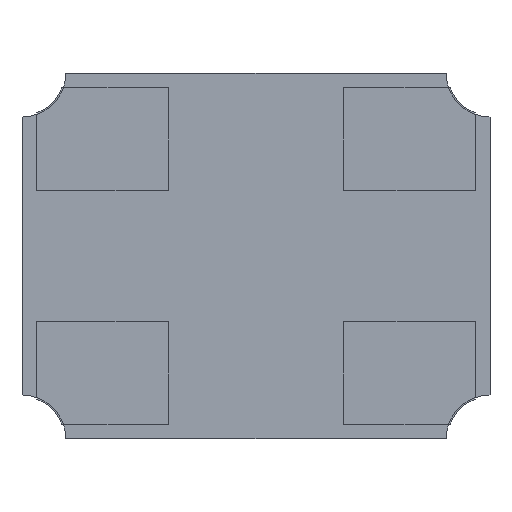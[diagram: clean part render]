
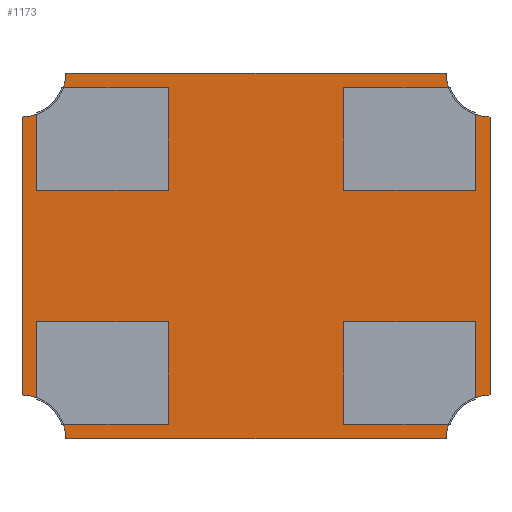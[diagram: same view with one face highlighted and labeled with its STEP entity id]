
A CAD part, front view. The second image highlights one B-rep face of the part: STEP entity #1173.
In plain terms, the highlighted planar face has unit normal (0, -1, 0).
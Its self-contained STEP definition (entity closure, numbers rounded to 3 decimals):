
#103 = DIRECTION ( 'NONE',  ( 0., -1., 0. ) ) ;
#319 = AXIS2_PLACEMENT_3D ( 'NONE', #2290, #1179, #684 ) ;
#345 = EDGE_CURVE ( 'NONE', #2436, #2168, #2066, .T. ) ;
#381 = DIRECTION ( 'NONE',  ( 1., 0., 0. ) ) ;
#504 = CIRCLE ( 'NONE', #3138, 0.3 ) ;
#580 = DIRECTION ( 'NONE',  ( 0., 0., -1. ) ) ;
#656 = ORIENTED_EDGE ( 'NONE', *, *, #1968, .F. ) ;
#684 = DIRECTION ( 'NONE',  ( 0., 0., -1. ) ) ;
#744 = ORIENTED_EDGE ( 'NONE', *, *, #1908, .F. ) ;
#793 = CARTESIAN_POINT ( 'NONE',  ( 0., 0., -2.2 ) ) ;
#910 = VECTOR ( 'NONE', #2204, 1000. ) ;
#988 = CIRCLE ( 'NONE', #2540, 0.3 ) ;
#1026 = EDGE_CURVE ( 'NONE', #1112, #4189, #1469, .T. ) ;
#1112 = VERTEX_POINT ( 'NONE', #1390 ) ;
#1173 = ADVANCED_FACE ( 'NONE', ( #2398 ), #5662, .T. ) ;
#1179 = DIRECTION ( 'NONE',  ( 0., -1., 0. ) ) ;
#1311 = DIRECTION ( 'NONE',  ( 0., -1., 0. ) ) ;
#1390 = CARTESIAN_POINT ( 'NONE',  ( 3.2, 0., -0.3 ) ) ;
#1469 = LINE ( 'NONE', #3418, #4544 ) ;
#1726 = EDGE_CURVE ( 'NONE', #4189, #2436, #988, .T. ) ;
#1858 = CIRCLE ( 'NONE', #5875, 0.3 ) ;
#1908 = EDGE_CURVE ( 'NONE', #3629, #2054, #1858, .T. ) ;
#1968 = EDGE_CURVE ( 'NONE', #2054, #6213, #4866, .T. ) ;
#1987 = CARTESIAN_POINT ( 'NONE',  ( 0.3, 0., 0. ) ) ;
#2054 = VERTEX_POINT ( 'NONE', #1987 ) ;
#2063 = ORIENTED_EDGE ( 'NONE', *, *, #5974, .F. ) ;
#2066 = LINE ( 'NONE', #5424, #910 ) ;
#2118 = ORIENTED_EDGE ( 'NONE', *, *, #1026, .F. ) ;
#2168 = VERTEX_POINT ( 'NONE', #3107 ) ;
#2204 = DIRECTION ( 'NONE',  ( -1., 0., 0. ) ) ;
#2290 = CARTESIAN_POINT ( 'NONE',  ( 0., 0., -2.5 ) ) ;
#2398 = FACE_OUTER_BOUND ( 'NONE', #3471, .T. ) ;
#2433 = CARTESIAN_POINT ( 'NONE',  ( 0., 0., -0.3 ) ) ;
#2436 = VERTEX_POINT ( 'NONE', #5120 ) ;
#2469 = ORIENTED_EDGE ( 'NONE', *, *, #6648, .F. ) ;
#2531 = CIRCLE ( 'NONE', #319, 0.3 ) ;
#2536 = CARTESIAN_POINT ( 'NONE',  ( 0., 0., 0. ) ) ;
#2540 = AXIS2_PLACEMENT_3D ( 'NONE', #3955, #1311, #580 ) ;
#2725 = CARTESIAN_POINT ( 'NONE',  ( 3.2, 0., 0. ) ) ;
#2845 = CARTESIAN_POINT ( 'NONE',  ( 2.9, 0., 0. ) ) ;
#3107 = CARTESIAN_POINT ( 'NONE',  ( 0.3, 0., -2.5 ) ) ;
#3138 = AXIS2_PLACEMENT_3D ( 'NONE', #2725, #103, #4809 ) ;
#3230 = ORIENTED_EDGE ( 'NONE', *, *, #1726, .F. ) ;
#3238 = CARTESIAN_POINT ( 'NONE',  ( 0., 0., 0. ) ) ;
#3418 = CARTESIAN_POINT ( 'NONE',  ( 3.2, 0., 0. ) ) ;
#3455 = VECTOR ( 'NONE', #381, 1000. ) ;
#3471 = EDGE_LOOP ( 'NONE', ( #3230, #2118, #4230, #656, #744, #2469, #2063, #4341 ) ) ;
#3551 = VERTEX_POINT ( 'NONE', #793 ) ;
#3622 = DIRECTION ( 'NONE',  ( 0., 0., -1. ) ) ;
#3629 = VERTEX_POINT ( 'NONE', #2433 ) ;
#3955 = CARTESIAN_POINT ( 'NONE',  ( 3.2, 0., -2.5 ) ) ;
#4162 = AXIS2_PLACEMENT_3D ( 'NONE', #6204, #5103, #3622 ) ;
#4189 = VERTEX_POINT ( 'NONE', #4221 ) ;
#4221 = CARTESIAN_POINT ( 'NONE',  ( 3.2, 0., -2.2 ) ) ;
#4230 = ORIENTED_EDGE ( 'NONE', *, *, #6515, .F. ) ;
#4341 = ORIENTED_EDGE ( 'NONE', *, *, #345, .F. ) ;
#4544 = VECTOR ( 'NONE', #5541, 1000. ) ;
#4643 = DIRECTION ( 'NONE',  ( 0., 0., -1. ) ) ;
#4752 = VECTOR ( 'NONE', #6589, 1000. ) ;
#4809 = DIRECTION ( 'NONE',  ( 0., 0., -1. ) ) ;
#4866 = LINE ( 'NONE', #5160, #3455 ) ;
#4928 = LINE ( 'NONE', #3238, #4752 ) ;
#5103 = DIRECTION ( 'NONE',  ( 0., -1., 0. ) ) ;
#5120 = CARTESIAN_POINT ( 'NONE',  ( 2.9, 0., -2.5 ) ) ;
#5160 = CARTESIAN_POINT ( 'NONE',  ( 0., 0., 0. ) ) ;
#5203 = DIRECTION ( 'NONE',  ( 0., -1., 0. ) ) ;
#5424 = CARTESIAN_POINT ( 'NONE',  ( 0., 0., -2.5 ) ) ;
#5541 = DIRECTION ( 'NONE',  ( 0., 0., -1. ) ) ;
#5662 = PLANE ( 'NONE',  #4162 ) ;
#5875 = AXIS2_PLACEMENT_3D ( 'NONE', #2536, #5203, #4643 ) ;
#5974 = EDGE_CURVE ( 'NONE', #2168, #3551, #2531, .T. ) ;
#6204 = CARTESIAN_POINT ( 'NONE',  ( 0., 0., 0. ) ) ;
#6213 = VERTEX_POINT ( 'NONE', #2845 ) ;
#6515 = EDGE_CURVE ( 'NONE', #6213, #1112, #504, .T. ) ;
#6589 = DIRECTION ( 'NONE',  ( 0., 0., 1. ) ) ;
#6648 = EDGE_CURVE ( 'NONE', #3551, #3629, #4928, .T. ) ;
